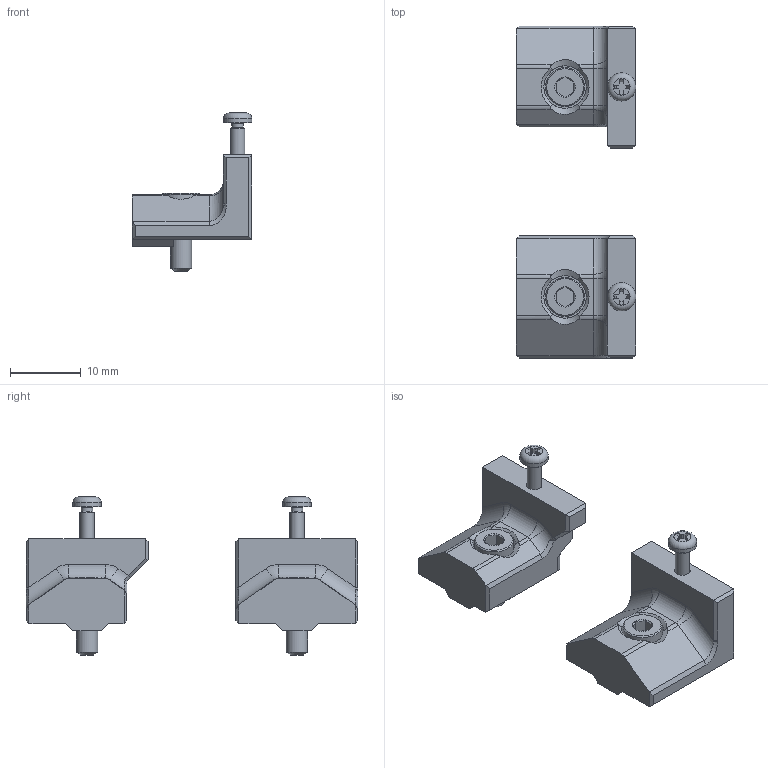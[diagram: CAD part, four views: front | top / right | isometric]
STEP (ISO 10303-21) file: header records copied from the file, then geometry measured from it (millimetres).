
FILE_DESCRIPTION(/* description */ (''),/* implementation_level */ '2;1');
FILE_NAME(/* name */ 'individual_sheetstop_v2.2_v2.4_rev3.step',/* time_stamp */ '2020-09-04T13:58:10+10:00',/* author */ (''),/* organization */ (''),/* preprocessor_version */ 'ST-DEVELOPER v18.1',/* originating_system */ 'Autodesk Translation Framework v9.3.0.1241',/* authorisation */ '');
FILE_SCHEMA (('AUTOMOTIVE_DESIGN { 1 0 10303 214 3 1 1 }'));
Length unit declared in the file: millimetre
Products named in the file (5): individual_sheetstop_v2.2_v2.4; M2X10 Self Tapping Screw; M3x8 SHCS (1); sheetstop V2.2; sheetstop V2.4
Assembly tree (6 placements, depth 2):
  individual_sheetstop_v2.2_v2.4
    M2X10 Self Tapping Screw  x2
    M3x8 SHCS (1)  x2
    sheetstop V2.2
    sheetstop V2.4
Bounding box: 16.9 x 46.92 x 22.35 mm (x, y, z)
Volume: 3470.3 mm3; surface area: 2965.8 mm2
Topology: 6 solids, 6 shells, 209 faces, 509 edges, 318 vertices
Faces by surface type: plane 121, cone 34, cylinder 33, bspline 13, torus 8
Full cylindrical faces by diameter (mm): 1.6 x2, 1.8 x2, 2 x2, 3 x2, 3.5 x2, 4 x2, 5.5 x2, 6 x2
Entity records: 5690 total; most frequent: CARTESIAN_POINT 1776, ORIENTED_EDGE 810, DIRECTION 737, EDGE_CURVE 405, VERTEX_POINT 254, LINE 253, VECTOR 253, AXIS2_PLACEMENT_3D 242
